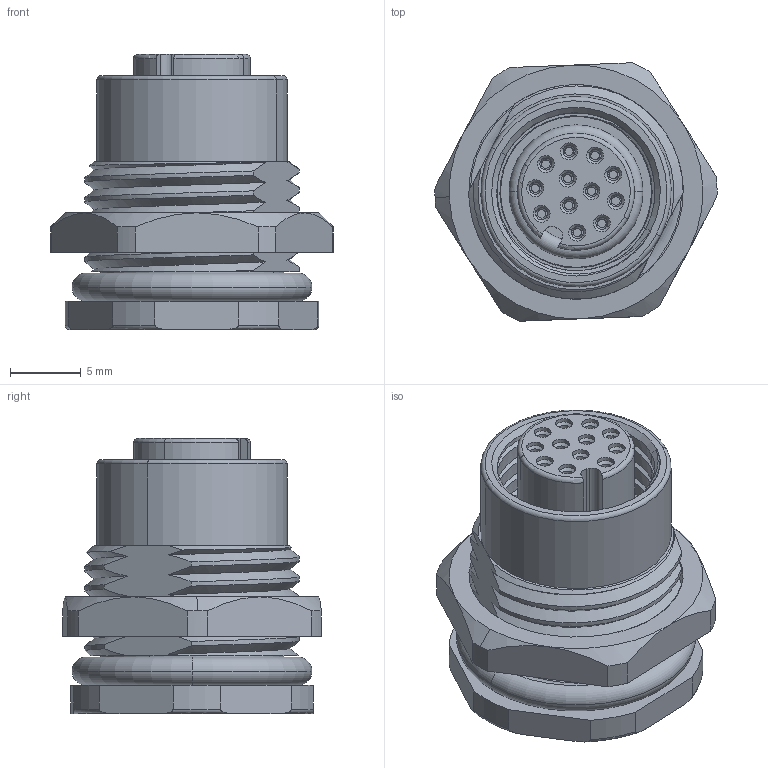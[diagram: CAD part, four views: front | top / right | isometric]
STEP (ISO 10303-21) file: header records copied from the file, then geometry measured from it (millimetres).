
FILE_DESCRIPTION (( 'STEP AP203' ), '1' );
FILE_NAME ('FEK121-.STEP', '2019-03-13T02:42:32', ( 'User' ), ( 'china' ), 'SwSTEP 2.0', 'SolidWorks 2012', '' );
FILE_SCHEMA (( 'CONFIG_CONTROL_DESIGN' ));
Length unit declared in the file: millimetre
Products named in the file (8): FEK121-; M12-12芯插孔（法兰用）; O型圈-9X1; O型圈; M12-A扣12芯孔座（法兰用）; M12-Pg9ヶ坶踡蹟譫; O型圈-15X2; M12-Pg9謂釱ヶ坶踡楊擘
Assembly tree (18 placements, depth 2):
  FEK121-
    M12-Pg9謂釱ヶ坶踡楊擘
    O型圈-15X2
    M12-Pg9ヶ坶踡蹟譫
    M12-A扣12芯孔座（法兰用）
    O型圈
    O型圈-9X1
    M12-12芯插孔（法兰用）  x12
Bounding box: 20 x 18.32 x 19.5 mm (x, y, z)
Volume: 2508.3 mm3; surface area: 5255.8 mm2
Topology: 18 solids, 18 shells, 774 faces, 1807 edges, 1142 vertices
Faces by surface type: cylinder 355, plane 252, cone 111, torus 31, bspline 25
Entity records: 16540 total; most frequent: CARTESIAN_POINT 7352, DIRECTION 1735, ORIENTED_EDGE 1678, EDGE_CURVE 839, AXIS2_PLACEMENT_3D 710, VERTEX_POINT 526, EDGE_LOOP 397, CIRCLE 369
